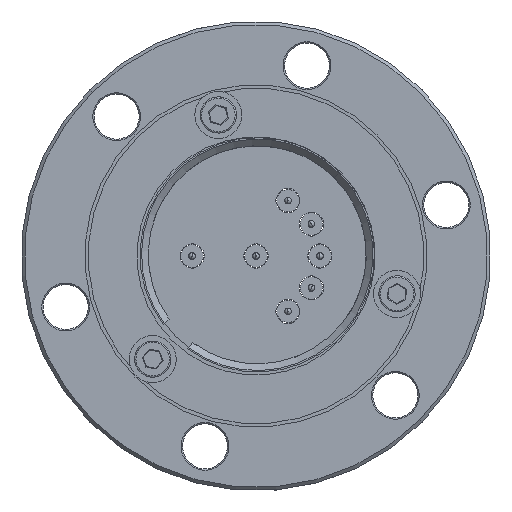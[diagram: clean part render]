
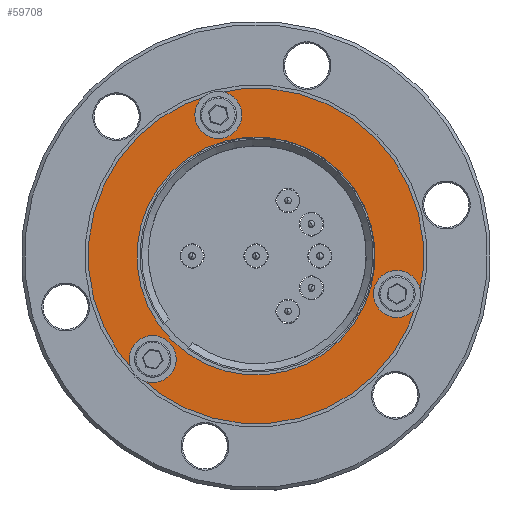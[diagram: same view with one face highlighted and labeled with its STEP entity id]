
A CAD part, front view. The second image highlights one B-rep face of the part: STEP entity #59708.
In plain terms, the highlighted planar face has unit normal (0, -1, 0).
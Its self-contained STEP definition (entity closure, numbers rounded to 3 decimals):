
#486 = DIRECTION ( 'NONE',  ( 0.258, 0., -0.966 ) ) ;
#1205 = CARTESIAN_POINT ( 'NONE',  ( -4.372, 1.32, 22.25 ) ) ;
#1296 = ORIENTED_EDGE ( 'NONE', *, *, #22378, .T. ) ;
#1715 = CARTESIAN_POINT ( 'NONE',  ( -15.393, 1.32, -15.366 ) ) ;
#1733 = ORIENTED_EDGE ( 'NONE', *, *, #38792, .F. ) ;
#3737 = CARTESIAN_POINT ( 'NONE',  ( -14.155, 1.32, -14.13 ) ) ;
#4117 = AXIS2_PLACEMENT_3D ( 'NONE', #42529, #13402, #47443 ) ;
#4247 = FACE_BOUND ( 'NONE', #15609, .T. ) ;
#5468 = VERTEX_POINT ( 'NONE', #3737 ) ;
#5834 = CARTESIAN_POINT ( 'NONE',  ( 0., 1.32, 0. ) ) ;
#6175 = VERTEX_POINT ( 'NONE', #54303 ) ;
#6457 = CARTESIAN_POINT ( 'NONE',  ( 0., 1.32, 0. ) ) ;
#6572 = DIRECTION ( 'NONE',  ( 0.708, 0., 0.706 ) ) ;
#7088 = CARTESIAN_POINT ( 'NONE',  ( 21.004, 1.32, -5.648 ) ) ;
#7168 = AXIS2_PLACEMENT_3D ( 'NONE', #5834, #39967, #10745 ) ;
#8211 = ORIENTED_EDGE ( 'NONE', *, *, #8250, .F. ) ;
#8250 = EDGE_CURVE ( 'NONE', #51409, #27760, #38170, .T. ) ;
#8757 = ORIENTED_EDGE ( 'NONE', *, *, #11712, .F. ) ;
#8802 = CIRCLE ( 'NONE', #25259, 25. ) ;
#9215 = CIRCLE ( 'NONE', #23095, 1.75 ) ;
#9784 = ORIENTED_EDGE ( 'NONE', *, *, #21085, .F. ) ;
#10745 = DIRECTION ( 'NONE',  ( 0.708, 0., 0.706 ) ) ;
#11156 = CARTESIAN_POINT ( 'NONE',  ( -6.849, 1.32, 19.777 ) ) ;
#11183 = CARTESIAN_POINT ( 'NONE',  ( 12.562, 1.32, 12.54 ) ) ;
#11293 = VERTEX_POINT ( 'NONE', #55600 ) ;
#11371 = DIRECTION ( 'NONE',  ( 0.708, 0., 0.706 ) ) ;
#11712 = EDGE_CURVE ( 'NONE', #55757, #38998, #39379, .T. ) ;
#11989 = DIRECTION ( 'NONE',  ( -0.966, 0., 0.26 ) ) ;
#12490 = EDGE_CURVE ( 'NONE', #38998, #55757, #21710, .T. ) ;
#13402 = DIRECTION ( 'NONE',  ( 0., -1., 0. ) ) ;
#15609 = EDGE_LOOP ( 'NONE', ( #39874, #1733 ) ) ;
#15673 = FACE_BOUND ( 'NONE', #42384, .T. ) ;
#16113 = CARTESIAN_POINT ( 'NONE',  ( -5.611, 1.32, 21.014 ) ) ;
#16176 = EDGE_LOOP ( 'NONE', ( #8757, #43775 ) ) ;
#17531 = CARTESIAN_POINT ( 'NONE',  ( -17.693, 1.32, -17.662 ) ) ;
#17749 = CARTESIAN_POINT ( 'NONE',  ( 0., 1.32, 0. ) ) ;
#20452 = AXIS2_PLACEMENT_3D ( 'NONE', #26500, #60559, #31378 ) ;
#20962 = DIRECTION ( 'NONE',  ( 0.258, 0., -0.966 ) ) ;
#21026 = CARTESIAN_POINT ( 'NONE',  ( 21.004, 1.32, -5.648 ) ) ;
#21085 = EDGE_CURVE ( 'NONE', #6175, #11293, #59743, .T. ) ;
#21710 = CIRCLE ( 'NONE', #30522, 17.75 ) ;
#21780 = EDGE_CURVE ( 'NONE', #11293, #6175, #40496, .T. ) ;
#22203 = ORIENTED_EDGE ( 'NONE', *, *, #21780, .F. ) ;
#22378 = EDGE_CURVE ( 'NONE', #28627, #46969, #32797, .T. ) ;
#22607 = DIRECTION ( 'NONE',  ( 0.708, 0., 0.706 ) ) ;
#22976 = PLANE ( 'NONE',  #4117 ) ;
#23095 = AXIS2_PLACEMENT_3D ( 'NONE', #58819, #29678, #486 ) ;
#24773 = EDGE_CURVE ( 'NONE', #27760, #51409, #9215, .T. ) ;
#25259 = AXIS2_PLACEMENT_3D ( 'NONE', #6457, #40565, #11371 ) ;
#25945 = DIRECTION ( 'NONE',  ( -0.966, 0., 0.26 ) ) ;
#26425 = AXIS2_PLACEMENT_3D ( 'NONE', #21026, #55116, #25945 ) ;
#26500 = CARTESIAN_POINT ( 'NONE',  ( 0., 1.32, 0. ) ) ;
#26733 = EDGE_LOOP ( 'NONE', ( #8211, #36418 ) ) ;
#26922 = AXIS2_PLACEMENT_3D ( 'NONE', #7088, #41181, #11989 ) ;
#27760 = VERTEX_POINT ( 'NONE', #1205 ) ;
#28627 = VERTEX_POINT ( 'NONE', #17531 ) ;
#28657 = FACE_BOUND ( 'NONE', #16176, .T. ) ;
#28970 = CARTESIAN_POINT ( 'NONE',  ( -16.632, 1.32, -16.602 ) ) ;
#29178 = DIRECTION ( 'NONE',  ( 0., -1., 0. ) ) ;
#29678 = DIRECTION ( 'NONE',  ( 0., -1., 0. ) ) ;
#30522 = AXIS2_PLACEMENT_3D ( 'NONE', #17749, #51796, #22607 ) ;
#30973 = CIRCLE ( 'NONE', #62783, 1.75 ) ;
#31378 = DIRECTION ( 'NONE',  ( 0.708, 0., 0.706 ) ) ;
#32083 = AXIS2_PLACEMENT_3D ( 'NONE', #1715, #35766, #6572 ) ;
#32797 = CIRCLE ( 'NONE', #20452, 25. ) ;
#34227 = EDGE_LOOP ( 'NONE', ( #1296, #37500 ) ) ;
#35766 = DIRECTION ( 'NONE',  ( 0., -1., 0. ) ) ;
#36418 = ORIENTED_EDGE ( 'NONE', *, *, #24773, .F. ) ;
#37500 = ORIENTED_EDGE ( 'NONE', *, *, #51417, .T. ) ;
#38170 = CIRCLE ( 'NONE', #51440, 1.75 ) ;
#38792 = EDGE_CURVE ( 'NONE', #5468, #38810, #30973, .T. ) ;
#38810 = VERTEX_POINT ( 'NONE', #28970 ) ;
#38922 = CARTESIAN_POINT ( 'NONE',  ( -12.562, 1.32, -12.54 ) ) ;
#38998 = VERTEX_POINT ( 'NONE', #11183 ) ;
#39379 = CIRCLE ( 'NONE', #7168, 17.75 ) ;
#39874 = ORIENTED_EDGE ( 'NONE', *, *, #62630, .F. ) ;
#39967 = DIRECTION ( 'NONE',  ( 0., -1., 0. ) ) ;
#40496 = CIRCLE ( 'NONE', #26922, 1.75 ) ;
#40565 = DIRECTION ( 'NONE',  ( 0., -1., 0. ) ) ;
#41181 = DIRECTION ( 'NONE',  ( 0., -1., 0. ) ) ;
#41527 = FACE_OUTER_BOUND ( 'NONE', #34227, .T. ) ;
#42384 = EDGE_LOOP ( 'NONE', ( #9784, #22203 ) ) ;
#42529 = CARTESIAN_POINT ( 'NONE',  ( 0., 1.32, 0. ) ) ;
#43775 = ORIENTED_EDGE ( 'NONE', *, *, #12490, .F. ) ;
#46969 = VERTEX_POINT ( 'NONE', #63178 ) ;
#47443 = DIRECTION ( 'NONE',  ( 0.708, 0., 0.706 ) ) ;
#50133 = DIRECTION ( 'NONE',  ( 0., -1., 0. ) ) ;
#51409 = VERTEX_POINT ( 'NONE', #11156 ) ;
#51417 = EDGE_CURVE ( 'NONE', #46969, #28627, #8802, .T. ) ;
#51440 = AXIS2_PLACEMENT_3D ( 'NONE', #16113, #50133, #20962 ) ;
#51796 = DIRECTION ( 'NONE',  ( 0., -1., 0. ) ) ;
#54303 = CARTESIAN_POINT ( 'NONE',  ( 19.765, 1.32, -6.884 ) ) ;
#54498 = FACE_BOUND ( 'NONE', #26733, .T. ) ;
#55116 = DIRECTION ( 'NONE',  ( 0., -1., 0. ) ) ;
#55600 = CARTESIAN_POINT ( 'NONE',  ( 22.242, 1.32, -4.411 ) ) ;
#55757 = VERTEX_POINT ( 'NONE', #38922 ) ;
#58279 = CARTESIAN_POINT ( 'NONE',  ( -15.393, 1.32, -15.366 ) ) ;
#58819 = CARTESIAN_POINT ( 'NONE',  ( -5.611, 1.32, 21.014 ) ) ;
#59708 = ADVANCED_FACE ( 'NONE', ( #54498, #28657, #41527, #4247, #15673 ), #22976, .T. ) ;
#59743 = CIRCLE ( 'NONE', #26425, 1.75 ) ;
#60559 = DIRECTION ( 'NONE',  ( 0., -1., 0. ) ) ;
#61768 = CIRCLE ( 'NONE', #32083, 1.75 ) ;
#62630 = EDGE_CURVE ( 'NONE', #38810, #5468, #61768, .T. ) ;
#62783 = AXIS2_PLACEMENT_3D ( 'NONE', #58279, #29178, #63241 ) ;
#63178 = CARTESIAN_POINT ( 'NONE',  ( 17.693, 1.32, 17.662 ) ) ;
#63241 = DIRECTION ( 'NONE',  ( 0.708, 0., 0.706 ) ) ;
